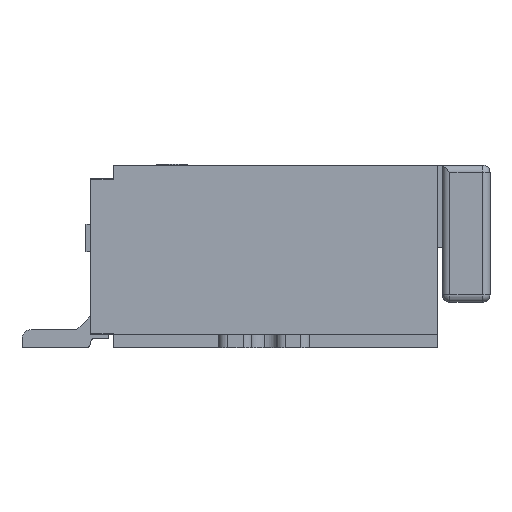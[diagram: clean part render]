
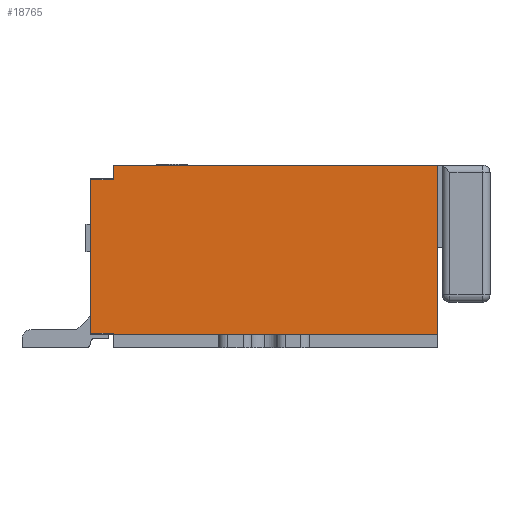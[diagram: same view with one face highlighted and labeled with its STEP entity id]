
A CAD part, left-side view. The second image highlights one B-rep face of the part: STEP entity #18765.
In plain terms, the highlighted planar face has unit normal (-1, 0, 0).
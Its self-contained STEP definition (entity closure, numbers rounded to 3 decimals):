
#14355=VERTEX_POINT('',#14356);
#14356=CARTESIAN_POINT('',(-4.7,0.439,2.));
#14362=EDGE_CURVE('',#14355,#14363,#14365,.F.);
#14363=VERTEX_POINT('',#14364);
#14364=CARTESIAN_POINT('',(-4.7,-3.111,2.));
#14365=LINE('',#14366,#14367);
#14366=CARTESIAN_POINT('',(-4.7,0.689,2.));
#14367=VECTOR('',#14368,1.0);
#14368=DIRECTION('',(0.,1.0,0.));
#15586=EDGE_CURVE('',#14363,#15587,#15589,.F.);
#15587=VERTEX_POINT('',#15588);
#15588=CARTESIAN_POINT('',(-4.7,-3.111,0.15));
#15589=LINE('',#15590,#15591);
#15590=CARTESIAN_POINT('',(-4.7,-3.111,0.));
#15591=VECTOR('',#15592,1.0);
#15592=DIRECTION('',(0.0,0.0,1.0));
#16201=EDGE_CURVE('',#15587,#16202,#16204,.T.);
#16202=VERTEX_POINT('',#16203);
#16203=CARTESIAN_POINT('',(-4.7,0.439,0.15));
#16204=LINE('',#16205,#16206);
#16205=CARTESIAN_POINT('',(-4.7,-3.111,0.15));
#16206=VECTOR('',#16207,1.0);
#16207=DIRECTION('',(0.0,1.0,0.));
#18176=VERTEX_POINT('',#18177);
#18177=CARTESIAN_POINT('',(-4.7,0.689,0.16));
#18183=EDGE_CURVE('',#18176,#18184,#18186,.F.);
#18184=VERTEX_POINT('',#18185);
#18185=CARTESIAN_POINT('',(-4.7,0.689,1.84));
#18186=LINE('',#18187,#18188);
#18187=CARTESIAN_POINT('',(-4.7,0.689,0.));
#18188=VECTOR('',#18189,1.0);
#18189=DIRECTION('',(0.0,0.0,-1.0));
#18765=ADVANCED_FACE('',(#18766),#18800,.T.);
#18766=FACE_BOUND('',#18767,.T.);
#18767=EDGE_LOOP('',(#18768,#18776,#18782,#18783,#18784,#18785,#18793,#18799));
#18768=ORIENTED_EDGE('',*,*,#18769,.T.);
#18769=EDGE_CURVE('',#18176,#18770,#18772,.F.);
#18770=VERTEX_POINT('',#18771);
#18771=CARTESIAN_POINT('',(-4.7,0.439,0.16));
#18772=LINE('',#18773,#18774);
#18773=CARTESIAN_POINT('',(-4.7,0.439,0.16));
#18774=VECTOR('',#18775,1.0);
#18775=DIRECTION('',(0.,1.0,0.));
#18776=ORIENTED_EDGE('',*,*,#18777,.T.);
#18777=EDGE_CURVE('',#18770,#16202,#18778,.F.);
#18778=LINE('',#18779,#18780);
#18779=CARTESIAN_POINT('',(-4.7,0.439,0.));
#18780=VECTOR('',#18781,1.0);
#18781=DIRECTION('',(0.0,0.,1.0));
#18782=ORIENTED_EDGE('',*,*,#16201,.F.);
#18783=ORIENTED_EDGE('',*,*,#15586,.F.);
#18784=ORIENTED_EDGE('',*,*,#14362,.F.);
#18785=ORIENTED_EDGE('',*,*,#18786,.T.);
#18786=EDGE_CURVE('',#14355,#18787,#18789,.F.);
#18787=VERTEX_POINT('',#18788);
#18788=CARTESIAN_POINT('',(-4.7,0.439,1.84));
#18789=LINE('',#18790,#18791);
#18790=CARTESIAN_POINT('',(-4.7,0.439,2.));
#18791=VECTOR('',#18792,1.0);
#18792=DIRECTION('',(0.0,0.,1.0));
#18793=ORIENTED_EDGE('',*,*,#18794,.T.);
#18794=EDGE_CURVE('',#18787,#18184,#18795,.T.);
#18795=LINE('',#18796,#18797);
#18796=CARTESIAN_POINT('',(-4.7,0.439,1.84));
#18797=VECTOR('',#18798,1.0);
#18798=DIRECTION('',(0.,1.0,0.));
#18799=ORIENTED_EDGE('',*,*,#18183,.F.);
#18800=PLANE('',#18801);
#18801=AXIS2_PLACEMENT_3D('',#18802,#18803,#18804);
#18802=CARTESIAN_POINT('',(-4.7,1.064,0.));
#18803=DIRECTION('',(-1.0,0.,0.0));
#18804=DIRECTION('',(0.,-1.0,0.0));
